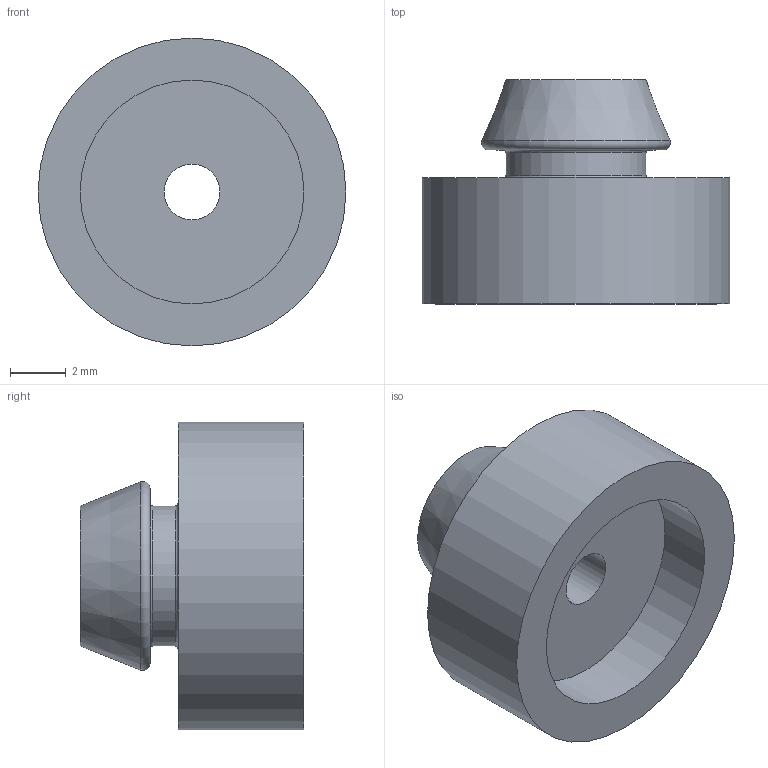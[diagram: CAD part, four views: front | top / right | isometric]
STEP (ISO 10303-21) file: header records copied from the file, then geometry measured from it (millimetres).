
FILE_DESCRIPTION (( 'STEP AP203' ), '1' );
FILE_NAME ('UME-110-45-10.STEP', '2023-08-07T09:42:53', ( '' ), ( '' ), 'SwSTEP 2.0', 'SolidWorks 2022', '' );
FILE_SCHEMA (( 'CONFIG_CONTROL_DESIGN' ));
Length unit declared in the file: millimetre
Products named in the file (1): UME-110-45-10
Bounding box: 11 x 8 x 11 mm (x, y, z)
Volume: 398.6 mm3; surface area: 505.7 mm2
Topology: 1 solids, 1 shells, 13 faces, 21 edges, 13 vertices
Faces by surface type: plane 5, cylinder 4, torus 3, cone 1
Full cylindrical faces by diameter (mm): 2 x1, 5 x1, 8 x1, 11 x1
Entity records: 345 total; most frequent: DIRECTION 54, CARTESIAN_POINT 40, AXIS2_PLACEMENT_3D 27, ORIENTED_EDGE 26, EDGE_LOOP 26, FACE_OUTER_BOUND 20, ADVANCED_FACE 13, VERTEX_POINT 13
